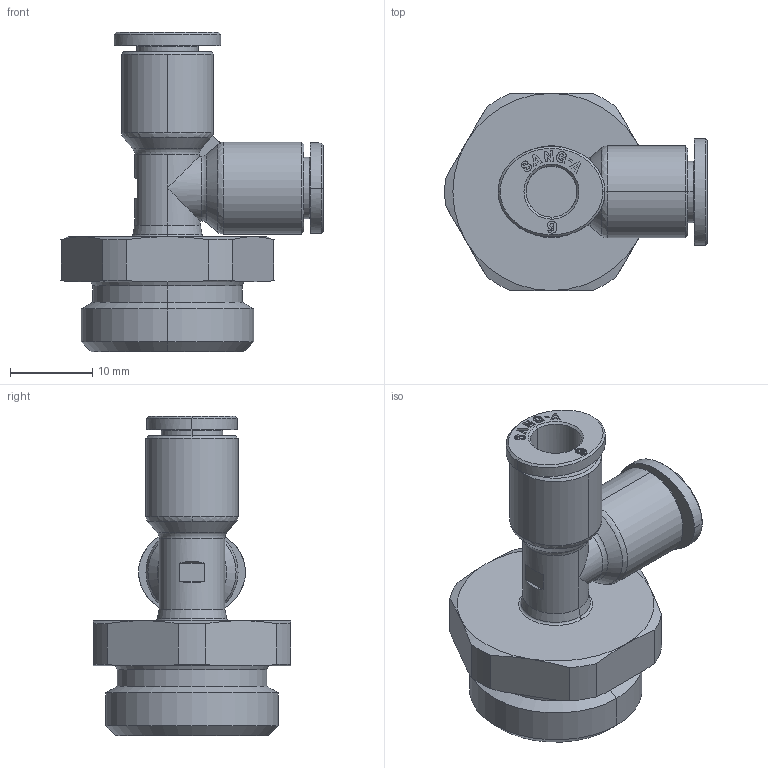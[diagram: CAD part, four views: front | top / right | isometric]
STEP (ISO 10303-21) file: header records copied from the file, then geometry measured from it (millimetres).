
FILE_DESCRIPTION (( 'STEP AP214' ), '1' );
FILE_NAME ('PST06-G04.stp', '2015-10-14T08:09:02', ( '' ), ( '' ), 'SwSTEP 2.0', 'SolidWorks 2015', '' );
FILE_SCHEMA (( 'AUTOMOTIVE_DESIGN' ));
Length unit declared in the file: millimetre
Products named in the file (2): PST06-G04; ｦ+ﾃｦ1
Assembly tree (1 placements, depth 2):
  PST06-G04
    ｦ+ﾃｦ1
Bounding box: 31.94 x 24 x 38.85 mm (x, y, z)
Volume: 6419.4 mm3; surface area: 4656 mm2
Topology: 1 solids, 1 shells, 510 faces, 1393 edges, 914 vertices
Faces by surface type: plane 352, bspline 68, cylinder 48, cone 37, torus 5
Entity records: 19259 total; most frequent: CARTESIAN_POINT 6013, ORIENTED_EDGE 2782, DIRECTION 2226, EDGE_CURVE 1391, VECTOR 1052, LINE 1052, VERTEX_POINT 914, AXIS2_PLACEMENT_3D 587
